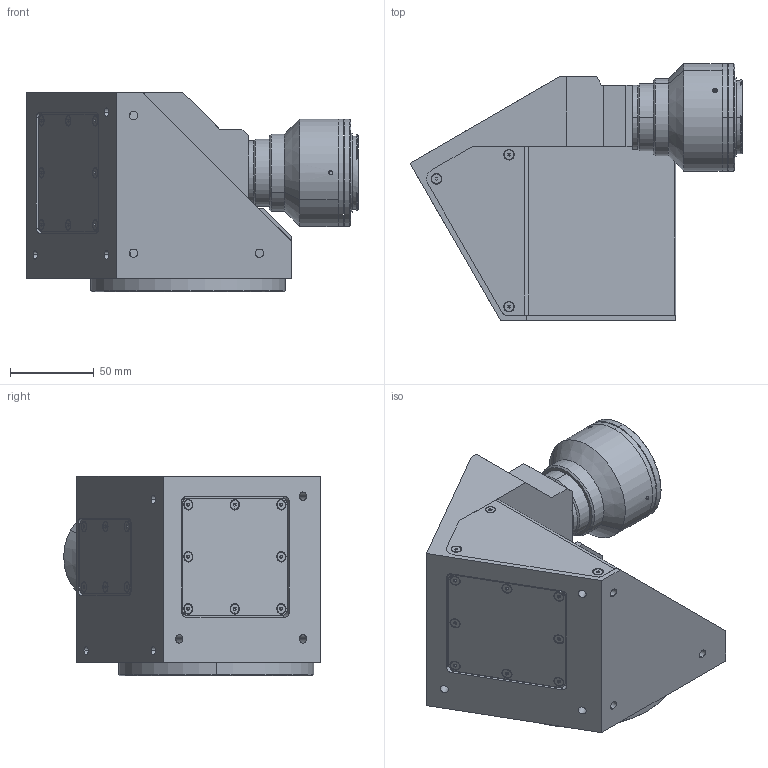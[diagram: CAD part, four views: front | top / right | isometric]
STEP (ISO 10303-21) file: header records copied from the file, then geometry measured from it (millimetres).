
FILE_DESCRIPTION (( 'STEP AP203' ), '1' );
FILE_NAME ('DP24027-C_TCCR4M080-F.step', '2022-02-18T11:36:39', ( '' ), ( '' ), 'SwSTEP 2.0', 'SolidWorks 2021', '' );
FILE_SCHEMA (( 'CONFIG_CONTROL_DESIGN' ));
Length unit declared in the file: millimetre
Products named in the file (1): DP24027-C_TCCR4M080-F
Bounding box: 197.72 x 152.89 x 118.9 mm (x, y, z)
Surface area: 123900.2 mm2 (no closed solid volume)
Topology: 0 solids, 51 shells, 337 faces, 1137 edges, 814 vertices
Faces by surface type: plane 126, cylinder 111, cone 98, sphere 2
Entity records: 12425 total; most frequent: CARTESIAN_POINT 2511, DIRECTION 2178, ORIENTED_EDGE 1658, EDGE_CURVE 1101, VERTEX_POINT 814, AXIS2_PLACEMENT_3D 761, LINE 656, VECTOR 656
